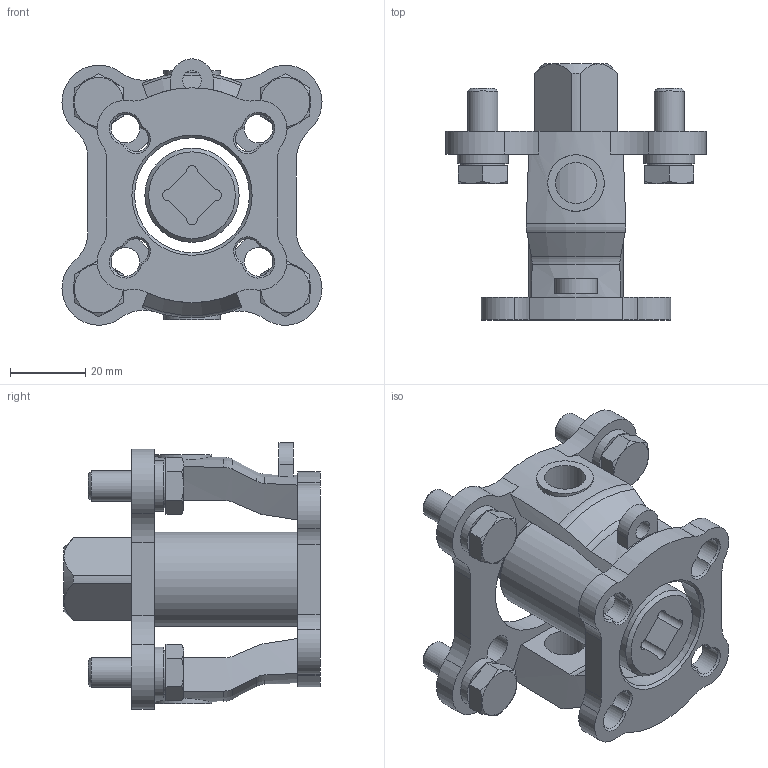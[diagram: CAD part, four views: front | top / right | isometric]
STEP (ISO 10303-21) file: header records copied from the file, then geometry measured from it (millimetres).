
FILE_DESCRIPTION(/* description */ ('STEP AP214'),/* implementation_level */ '2;1');
FILE_NAME(/* name */ '8088302_DARQ-K-V-F07S17-F04S11-R1',/* time_stamp */ '2024-08-14T15:54:34+02:00',/* author */ ('License CC BY-ND 4.0'),/* organization */ ('CADENAS'),/* preprocessor_version */ 'ST-DEVELOPER v19.3',/* originating_system */ 'PARTsolutions',/* authorisation */ ' ');
FILE_SCHEMA (('AUTOMOTIVE_DESIGN {1 0 10303 214 3 1 1}'));
Length unit declared in the file: millimetre
Products named in the file (5): 8088302 DARQ-K-V-F07S17-F04S11-R1; 8087463 DARQ-B-F0507-F0405-R1---(high); 8088289 DARQ-V-F07S17-F04S11-50---(K); ISO 4017 M8x20(F); 8190048 SICHERG.SCHEIBE NL-8-SS
Assembly tree (10 placements, depth 2):
  8088302 DARQ-K-V-F07S17-F04S11-R1
    8087463 DARQ-B-F0507-F0405-R1---(high)
    8088289 DARQ-V-F07S17-F04S11-50---(K)
    ISO 4017 M8x20(F)  x4
    8190048 SICHERG.SCHEIBE NL-8-SS  x4
Bounding box: 69 x 68 x 70.69 mm (x, y, z)
Volume: 74541.6 mm3; surface area: 30143.1 mm2
Topology: 10 solids, 10 shells, 229 faces, 549 edges, 349 vertices
Faces by surface type: cylinder 81, plane 80, cone 56, torus 8, bspline 4
Full cylindrical faces by diameter (mm): 5.08 x1, 7.6 x4, 8 x4, 8.7 x4, 10.2 x4, 10.9 x2, 11.63 x4, 13.5 x4, 15 x2, 25 x1, 30.5 x1, 36.8 x1
Entity records: 4967 total; most frequent: CARTESIAN_POINT 1102, DIRECTION 782, ORIENTED_EDGE 728, EDGE_CURVE 364, AXIS2_PLACEMENT_3D 338, VERTEX_POINT 252, EDGE_LOOP 232, FACE_BOUND 232
